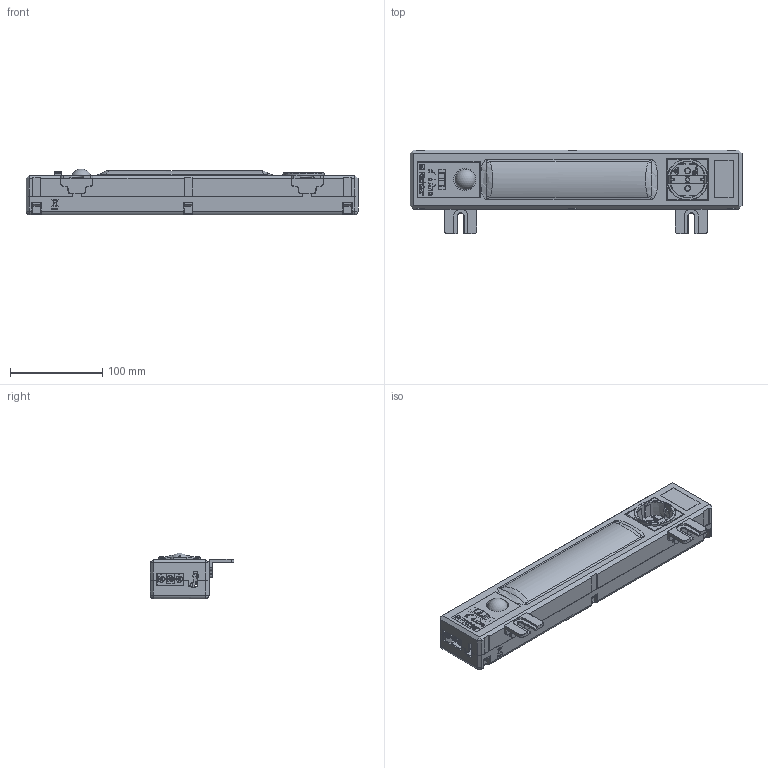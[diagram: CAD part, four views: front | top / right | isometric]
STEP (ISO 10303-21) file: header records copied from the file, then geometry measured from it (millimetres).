
FILE_DESCRIPTION(/* description */ (''),/* implementation_level */ '2;1');
FILE_NAME(/* name */ '111880_LED-K-360-B-E.stp',/* time_stamp */ '2025-04-22T17:12:53+02:00',/* author */ ('CAD'),/* organization */ (''),/* preprocessor_version */ 'ST-DEVELOPER v15.6',/* originating_system */ 'Autodesk Inventor 2015',/* authorisation */ '');
FILE_SCHEMA (('AUTOMOTIVE_DESIGN { 1 0 10303 214 3 1 1 }'));
Length unit declared in the file: millimetre
Products named in the file (1): 111880_LED-K-360-B-E_Shrinkwrap_1
Bounding box: 360 x 91 x 49.62 mm (x, y, z)
Surface area: 145455.5 mm2 (no closed solid volume)
Topology: 0 solids, 82 shells, 408 faces, 2888 edges, 2537 vertices
Faces by surface type: plane 283, cylinder 78, cone 22, bspline 16, torus 5, sphere 4
Full cylindrical faces by diameter (mm): 3.6 x3, 5.5 x2, 24 x1
Entity records: 29918 total; most frequent: CARTESIAN_POINT 9238, DIRECTION 3928, ORIENTED_EDGE 3300, EDGE_CURVE 2816, VERTEX_POINT 2471, LINE 2020, VECTOR 2020, AXIS2_PLACEMENT_3D 954
